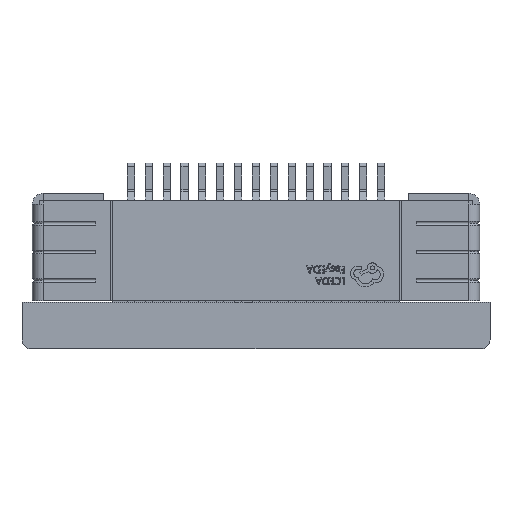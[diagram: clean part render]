
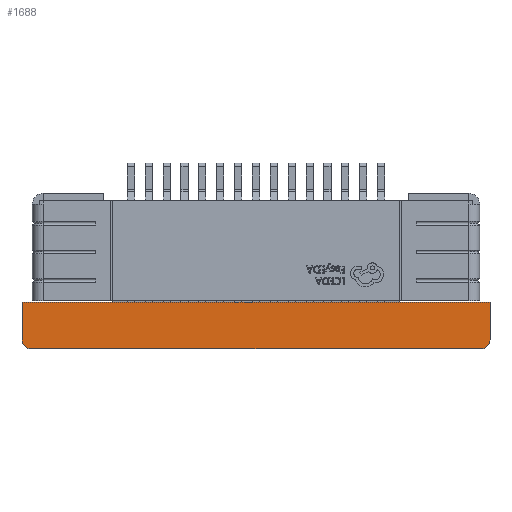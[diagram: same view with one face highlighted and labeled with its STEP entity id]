
A CAD part, top view. The second image highlights one B-rep face of the part: STEP entity #1688.
In plain terms, the highlighted planar face has unit normal (0, 0, 1).
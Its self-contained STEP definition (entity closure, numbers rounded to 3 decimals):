
#10 = CIRCLE ( 'NONE', #12330, 0.25 ) ;
#1688 = ADVANCED_FACE ( 'NONE', ( #13385 ), #17381, .F. ) ;
#2092 = VECTOR ( 'NONE', #17923, 1000. ) ;
#3003 = CARTESIAN_POINT ( 'NONE',  ( -6.3, -2.75, 1.98 ) ) ;
#3426 = EDGE_CURVE ( 'NONE', #10063, #6355, #25291, .T. ) ;
#3590 = CARTESIAN_POINT ( 'NONE',  ( 0., -1.45, 1.98 ) ) ;
#3734 = EDGE_CURVE ( 'NONE', #16193, #10063, #8851, .T. ) ;
#3875 = CARTESIAN_POINT ( 'NONE',  ( -6.55, -1.45, 1.98 ) ) ;
#4407 = DIRECTION ( 'NONE',  ( 0., 1., 0. ) ) ;
#4649 = CARTESIAN_POINT ( 'NONE',  ( 0., -2.75, 1.98 ) ) ;
#4753 = CARTESIAN_POINT ( 'NONE',  ( -6.55, -2.5, 1.98 ) ) ;
#6047 = ORIENTED_EDGE ( 'NONE', *, *, #18946, .T. ) ;
#6355 = VERTEX_POINT ( 'NONE', #3875 ) ;
#6559 = DIRECTION ( 'NONE',  ( 0., 0., -1. ) ) ;
#8040 = AXIS2_PLACEMENT_3D ( 'NONE', #26135, #6559, #23990 ) ;
#8336 = DIRECTION ( 'NONE',  ( -1., 0., 0. ) ) ;
#8851 = LINE ( 'NONE', #19971, #16458 ) ;
#10063 = VERTEX_POINT ( 'NONE', #21427 ) ;
#10082 = DIRECTION ( 'NONE',  ( 0., 0., 1. ) ) ;
#10611 = ORIENTED_EDGE ( 'NONE', *, *, #3734, .T. ) ;
#10751 = LINE ( 'NONE', #23902, #27884 ) ;
#11346 = VERTEX_POINT ( 'NONE', #3003 ) ;
#12063 = DIRECTION ( 'NONE',  ( -1., 0., 0. ) ) ;
#12265 = CIRCLE ( 'NONE', #15020, 0.25 ) ;
#12330 = AXIS2_PLACEMENT_3D ( 'NONE', #14221, #17037, #27683 ) ;
#13385 = FACE_OUTER_BOUND ( 'NONE', #28109, .T. ) ;
#14221 = CARTESIAN_POINT ( 'NONE',  ( -6.3, -2.5, 1.98 ) ) ;
#15020 = AXIS2_PLACEMENT_3D ( 'NONE', #20908, #10082, #12063 ) ;
#15519 = VERTEX_POINT ( 'NONE', #4753 ) ;
#16193 = VERTEX_POINT ( 'NONE', #21552 ) ;
#16458 = VECTOR ( 'NONE', #4407, 1000. ) ;
#16773 = CARTESIAN_POINT ( 'NONE',  ( 6.3, -2.75, 1.98 ) ) ;
#17037 = DIRECTION ( 'NONE',  ( 0., 0., 1. ) ) ;
#17381 = PLANE ( 'NONE',  #8040 ) ;
#17923 = DIRECTION ( 'NONE',  ( -1., 0., 0. ) ) ;
#18946 = EDGE_CURVE ( 'NONE', #19531, #16193, #12265, .T. ) ;
#19130 = ORIENTED_EDGE ( 'NONE', *, *, #25269, .F. ) ;
#19531 = VERTEX_POINT ( 'NONE', #16773 ) ;
#19566 = ORIENTED_EDGE ( 'NONE', *, *, #19799, .T. ) ;
#19696 = VECTOR ( 'NONE', #8336, 1000. ) ;
#19799 = EDGE_CURVE ( 'NONE', #15519, #11346, #10, .T. ) ;
#19802 = LINE ( 'NONE', #4649, #2092 ) ;
#19971 = CARTESIAN_POINT ( 'NONE',  ( 6.55, -2.75, 1.98 ) ) ;
#20908 = CARTESIAN_POINT ( 'NONE',  ( 6.3, -2.5, 1.98 ) ) ;
#21427 = CARTESIAN_POINT ( 'NONE',  ( 6.55, -1.45, 1.98 ) ) ;
#21552 = CARTESIAN_POINT ( 'NONE',  ( 6.55, -2.5, 1.98 ) ) ;
#21892 = DIRECTION ( 'NONE',  ( 0., 1., 0. ) ) ;
#21951 = ORIENTED_EDGE ( 'NONE', *, *, #26307, .F. ) ;
#23902 = CARTESIAN_POINT ( 'NONE',  ( -6.55, -2.75, 1.98 ) ) ;
#23990 = DIRECTION ( 'NONE',  ( -1., 0., 0. ) ) ;
#25066 = ORIENTED_EDGE ( 'NONE', *, *, #3426, .T. ) ;
#25269 = EDGE_CURVE ( 'NONE', #19531, #11346, #19802, .T. ) ;
#25291 = LINE ( 'NONE', #3590, #19696 ) ;
#26135 = CARTESIAN_POINT ( 'NONE',  ( 0., -2.75, 1.98 ) ) ;
#26307 = EDGE_CURVE ( 'NONE', #15519, #6355, #10751, .T. ) ;
#27683 = DIRECTION ( 'NONE',  ( -1., 0., 0. ) ) ;
#27884 = VECTOR ( 'NONE', #21892, 1000. ) ;
#28109 = EDGE_LOOP ( 'NONE', ( #21951, #19566, #19130, #6047, #10611, #25066 ) ) ;
